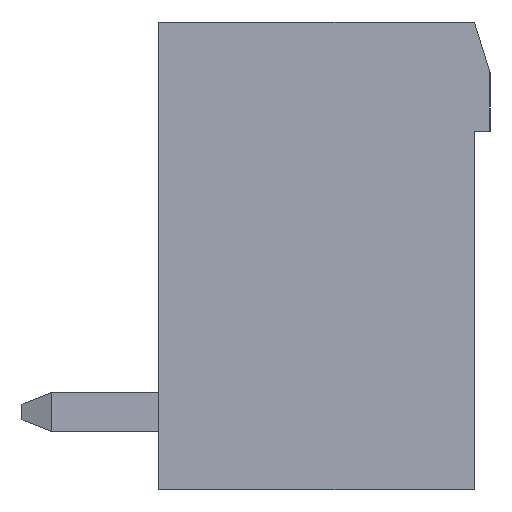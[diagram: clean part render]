
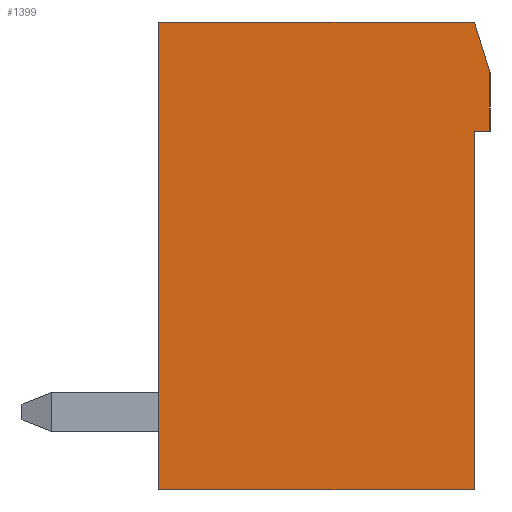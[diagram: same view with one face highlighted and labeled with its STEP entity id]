
A CAD part, left-side view. The second image highlights one B-rep face of the part: STEP entity #1399.
In plain terms, the highlighted planar face has unit normal (-1, 0, 0).
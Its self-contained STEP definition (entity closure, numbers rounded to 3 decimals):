
#1399 = ADVANCED_FACE( '', ( #2815 ), #2816, .T. );
#2815 = FACE_OUTER_BOUND( '', #4270, .T. );
#2816 = PLANE( '', #4271 );
#4270 = EDGE_LOOP( '', ( #8267, #8268, #8269, #8270, #8271, #8272, #8273 ) );
#4271 = AXIS2_PLACEMENT_3D( '', #8274, #8275, #8276 );
#8267 = ORIENTED_EDGE( '', *, *, #10409, .T. );
#8268 = ORIENTED_EDGE( '', *, *, #9164, .T. );
#8269 = ORIENTED_EDGE( '', *, *, #10197, .T. );
#8270 = ORIENTED_EDGE( '', *, *, #10516, .T. );
#8271 = ORIENTED_EDGE( '', *, *, #9411, .T. );
#8272 = ORIENTED_EDGE( '', *, *, #10591, .T. );
#8273 = ORIENTED_EDGE( '', *, *, #10431, .T. );
#8274 = CARTESIAN_POINT( '', ( -34.02, 0., 0. ) );
#8275 = DIRECTION( '', ( -1., 0., 0. ) );
#8276 = DIRECTION( '', ( 0., 0., 1. ) );
#9164 = EDGE_CURVE( '', #11075, #11073, #11076, .T. );
#9411 = EDGE_CURVE( '', #11517, #11518, #11519, .T. );
#10197 = EDGE_CURVE( '', #11073, #12722, #12723, .T. );
#10409 = EDGE_CURVE( '', #13003, #11075, #13006, .T. );
#10431 = EDGE_CURVE( '', #13035, #13003, #13036, .T. );
#10516 = EDGE_CURVE( '', #12722, #11517, #13131, .T. );
#10591 = EDGE_CURVE( '', #11518, #13035, #13219, .T. );
#11073 = VERTEX_POINT( '', #13836 );
#11075 = VERTEX_POINT( '', #13839 );
#11076 = LINE( '', #13840, #13841 );
#11517 = VERTEX_POINT( '', #14473 );
#11518 = VERTEX_POINT( '', #14474 );
#11519 = LINE( '', #14475, #14476 );
#12722 = VERTEX_POINT( '', #16259 );
#12723 = LINE( '', #16260, #16261 );
#13003 = VERTEX_POINT( '', #16698 );
#13006 = LINE( '', #16703, #16704 );
#13035 = VERTEX_POINT( '', #16745 );
#13036 = LINE( '', #16746, #16747 );
#13131 = LINE( '', #16893, #16894 );
#13219 = LINE( '', #17019, #17020 );
#13836 = CARTESIAN_POINT( '', ( -34.02, 4.05, 6. ) );
#13839 = CARTESIAN_POINT( '', ( -34.02, -4.05, 6. ) );
#13840 = CARTESIAN_POINT( '', ( -34.02, -4.05, 6. ) );
#13841 = VECTOR( '', #17433, 1000. );
#14473 = CARTESIAN_POINT( '', ( -34.02, -4.05, -6. ) );
#14474 = CARTESIAN_POINT( '', ( -34.02, -4.05, 3.2 ) );
#14475 = CARTESIAN_POINT( '', ( -34.02, -4.05, -6. ) );
#14476 = VECTOR( '', #17673, 1000. );
#16259 = CARTESIAN_POINT( '', ( -34.02, 4.05, -6. ) );
#16260 = CARTESIAN_POINT( '', ( -34.02, 4.05, 6. ) );
#16261 = VECTOR( '', #18359, 1000. );
#16698 = CARTESIAN_POINT( '', ( -34.02, -4.45, 4.7 ) );
#16703 = CARTESIAN_POINT( '', ( -34.02, -4.45, 4.7 ) );
#16704 = VECTOR( '', #18534, 1000. );
#16745 = CARTESIAN_POINT( '', ( -34.02, -4.45, 3.2 ) );
#16746 = CARTESIAN_POINT( '', ( -34.02, -4.45, 3.2 ) );
#16747 = VECTOR( '', #18553, 1000. );
#16893 = CARTESIAN_POINT( '', ( -34.02, 4.05, -6. ) );
#16894 = VECTOR( '', #18617, 1000. );
#17019 = CARTESIAN_POINT( '', ( -34.02, -4.05, 3.2 ) );
#17020 = VECTOR( '', #18676, 1000. );
#17433 = DIRECTION( '', ( 0., 1., 0. ) );
#17673 = DIRECTION( '', ( 0., 0., 1. ) );
#18359 = DIRECTION( '', ( 0., 0., -1. ) );
#18534 = DIRECTION( '', ( 0., 0.294, 0.956 ) );
#18553 = DIRECTION( '', ( 0., 0., 1. ) );
#18617 = DIRECTION( '', ( 0., -1., 0. ) );
#18676 = DIRECTION( '', ( 0., -1., 0. ) );
